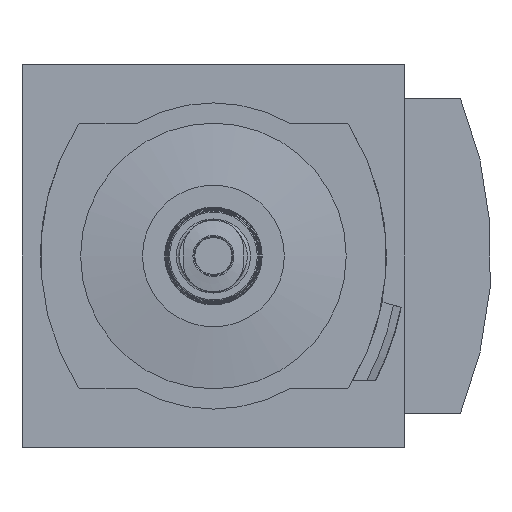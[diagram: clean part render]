
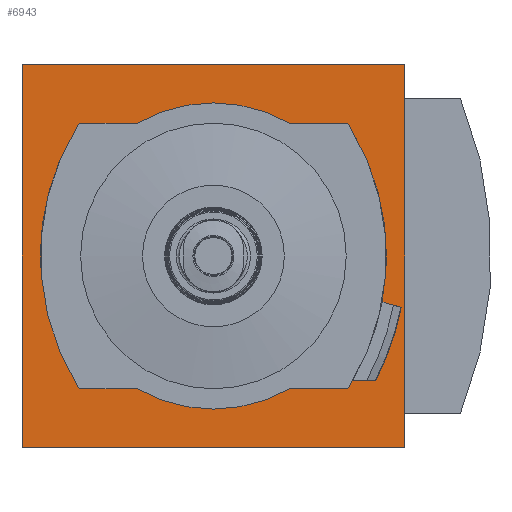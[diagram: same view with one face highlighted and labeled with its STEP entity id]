
A CAD part, front view. The second image highlights one B-rep face of the part: STEP entity #6943.
In plain terms, the highlighted planar face has unit normal (0, -1, 0).
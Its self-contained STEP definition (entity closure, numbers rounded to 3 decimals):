
#132=PLANE('',#7275);
#477=LINE('',#9594,#977);
#478=LINE('',#9597,#978);
#479=LINE('',#9599,#979);
#480=LINE('',#9601,#980);
#481=LINE('',#9602,#981);
#482=LINE('',#9606,#982);
#483=LINE('',#9609,#983);
#484=LINE('',#9613,#984);
#485=LINE('',#9618,#985);
#486=LINE('',#9622,#986);
#977=VECTOR('',#8035,1000.);
#978=VECTOR('',#8036,1000.);
#979=VECTOR('',#8037,1000.);
#980=VECTOR('',#8038,1000.);
#981=VECTOR('',#8039,1000.);
#982=VECTOR('',#8042,1000.);
#983=VECTOR('',#8045,1000.);
#984=VECTOR('',#8048,1000.);
#985=VECTOR('',#8053,1000.);
#986=VECTOR('',#8056,1000.);
#1302=CIRCLE('',#7267,40.);
#1304=CIRCLE('',#7269,40.);
#1308=CIRCLE('',#7274,40.);
#1309=CIRCLE('',#7276,41.2);
#1310=CIRCLE('',#7277,0.5);
#1311=CIRCLE('',#7278,24.8);
#1312=CIRCLE('',#7279,0.5);
#1313=CIRCLE('',#7280,0.5);
#1314=CIRCLE('',#7281,24.8);
#1315=CIRCLE('',#7282,0.5);
#1789=ORIENTED_EDGE('',*,*,#3113,.F.);
#1790=ORIENTED_EDGE('',*,*,#3114,.F.);
#1791=ORIENTED_EDGE('',*,*,#3115,.T.);
#1792=ORIENTED_EDGE('',*,*,#3116,.T.);
#1793=ORIENTED_EDGE('',*,*,#3102,.T.);
#1794=ORIENTED_EDGE('',*,*,#3117,.F.);
#1795=ORIENTED_EDGE('',*,*,#3118,.F.);
#1796=ORIENTED_EDGE('',*,*,#3119,.F.);
#1797=ORIENTED_EDGE('',*,*,#3098,.T.);
#1798=ORIENTED_EDGE('',*,*,#3120,.T.);
#1799=ORIENTED_EDGE('',*,*,#3121,.T.);
#1800=ORIENTED_EDGE('',*,*,#3122,.T.);
#1801=ORIENTED_EDGE('',*,*,#3123,.T.);
#1802=ORIENTED_EDGE('',*,*,#3124,.T.);
#1803=ORIENTED_EDGE('',*,*,#3110,.T.);
#1804=ORIENTED_EDGE('',*,*,#3125,.T.);
#1805=ORIENTED_EDGE('',*,*,#3126,.T.);
#1806=ORIENTED_EDGE('',*,*,#3127,.T.);
#1807=ORIENTED_EDGE('',*,*,#3128,.T.);
#1808=ORIENTED_EDGE('',*,*,#3129,.T.);
#3098=EDGE_CURVE('',#3761,#3760,#1302,.T.);
#3102=EDGE_CURVE('',#3757,#3764,#1304,.T.);
#3110=EDGE_CURVE('',#3769,#3772,#1308,.T.);
#3113=EDGE_CURVE('',#3773,#3774,#477,.T.);
#3114=EDGE_CURVE('',#3775,#3773,#478,.T.);
#3115=EDGE_CURVE('',#3775,#3776,#479,.T.);
#3116=EDGE_CURVE('',#3776,#3774,#480,.T.);
#3117=EDGE_CURVE('',#3777,#3764,#481,.T.);
#3118=EDGE_CURVE('',#3778,#3777,#1309,.F.);
#3119=EDGE_CURVE('',#3761,#3778,#482,.T.);
#3120=EDGE_CURVE('',#3760,#3779,#1310,.T.);
#3121=EDGE_CURVE('',#3779,#3780,#483,.T.);
#3122=EDGE_CURVE('',#3780,#3781,#1311,.T.);
#3123=EDGE_CURVE('',#3781,#3782,#484,.T.);
#3124=EDGE_CURVE('',#3782,#3769,#1312,.T.);
#3125=EDGE_CURVE('',#3772,#3783,#1313,.T.);
#3126=EDGE_CURVE('',#3783,#3784,#485,.T.);
#3127=EDGE_CURVE('',#3784,#3785,#1314,.T.);
#3128=EDGE_CURVE('',#3785,#3786,#486,.T.);
#3129=EDGE_CURVE('',#3786,#3757,#1315,.T.);
#3757=VERTEX_POINT('',#9559);
#3760=VERTEX_POINT('',#9564);
#3761=VERTEX_POINT('',#9566);
#3764=VERTEX_POINT('',#9572);
#3769=VERTEX_POINT('',#9584);
#3772=VERTEX_POINT('',#9589);
#3773=VERTEX_POINT('',#9595);
#3774=VERTEX_POINT('',#9596);
#3775=VERTEX_POINT('',#9598);
#3776=VERTEX_POINT('',#9600);
#3777=VERTEX_POINT('',#9603);
#3778=VERTEX_POINT('',#9605);
#3779=VERTEX_POINT('',#9608);
#3780=VERTEX_POINT('',#9610);
#3781=VERTEX_POINT('',#9612);
#3782=VERTEX_POINT('',#9614);
#3783=VERTEX_POINT('',#9617);
#3784=VERTEX_POINT('',#9619);
#3785=VERTEX_POINT('',#9621);
#3786=VERTEX_POINT('',#9623);
#4198=EDGE_LOOP('',(#1789,#1790,#1791,#1792));
#4199=EDGE_LOOP('',(#1793,#1794,#1795,#1796,#1797,#1798,#1799,#1800,#1801,
#1802,#1803,#1804,#1805,#1806,#1807,#1808));
#4545=FACE_BOUND('',#4198,.T.);
#4546=FACE_BOUND('',#4199,.T.);
#6943=ADVANCED_FACE('',(#4545,#4546),#132,.F.);
#7267=AXIS2_PLACEMENT_3D('',#9565,#8009,#8010);
#7269=AXIS2_PLACEMENT_3D('',#9573,#8015,#8016);
#7274=AXIS2_PLACEMENT_3D('',#9590,#8029,#8030);
#7275=AXIS2_PLACEMENT_3D('',#9593,#8033,#8034);
#7276=AXIS2_PLACEMENT_3D('',#9604,#8040,#8041);
#7277=AXIS2_PLACEMENT_3D('',#9607,#8043,#8044);
#7278=AXIS2_PLACEMENT_3D('',#9611,#8046,#8047);
#7279=AXIS2_PLACEMENT_3D('',#9615,#8049,#8050);
#7280=AXIS2_PLACEMENT_3D('',#9616,#8051,#8052);
#7281=AXIS2_PLACEMENT_3D('',#9620,#8054,#8055);
#7282=AXIS2_PLACEMENT_3D('',#9624,#8057,#8058);
#8009=DIRECTION('',(0.,1.,0.));
#8010=DIRECTION('',(1.,0.,0.));
#8015=DIRECTION('',(0.,1.,0.));
#8016=DIRECTION('',(1.,0.,0.));
#8029=DIRECTION('',(0.,1.,0.));
#8030=DIRECTION('',(1.,0.,0.));
#8033=DIRECTION('',(0.,1.,0.));
#8034=DIRECTION('',(0.,0.,1.));
#8035=DIRECTION('',(-1.,0.,0.));
#8036=DIRECTION('',(0.,0.,-1.));
#8037=DIRECTION('',(-1.,0.,0.));
#8038=DIRECTION('',(0.,0.,-1.));
#8039=DIRECTION('',(-0.966,0.,0.259));
#8040=DIRECTION('',(0.,1.,0.));
#8041=DIRECTION('',(0.,0.,1.));
#8042=DIRECTION('',(1.,0.,0.));
#8043=DIRECTION('',(0.,1.,0.));
#8044=DIRECTION('',(1.,0.,0.));
#8045=DIRECTION('',(-1.,0.,0.));
#8046=DIRECTION('',(0.,1.,0.));
#8047=DIRECTION('',(1.,0.,0.));
#8048=DIRECTION('',(-1.,0.,0.));
#8049=DIRECTION('',(0.,1.,0.));
#8050=DIRECTION('',(1.,0.,0.));
#8051=DIRECTION('',(0.,1.,0.));
#8052=DIRECTION('',(1.,0.,0.));
#8053=DIRECTION('',(1.,0.,0.));
#8054=DIRECTION('',(0.,1.,0.));
#8055=DIRECTION('',(1.,0.,0.));
#8056=DIRECTION('',(1.,0.,0.));
#8057=DIRECTION('',(0.,1.,0.));
#8058=DIRECTION('',(1.,0.,0.));
#9559=CARTESIAN_POINT('',(21.879,-45.,21.266));
#9564=CARTESIAN_POINT('',(21.879,-45.,-21.266));
#9565=CARTESIAN_POINT('',(-12.,-45.,0.));
#9566=CARTESIAN_POINT('',(22.554,-45.,-20.15));
#9572=CARTESIAN_POINT('',(27.298,-45.,-7.463));
#9573=CARTESIAN_POINT('',(-12.,-45.,0.));
#9584=CARTESIAN_POINT('',(-21.879,-45.,-21.266));
#9589=CARTESIAN_POINT('',(-21.879,-45.,21.266));
#9590=CARTESIAN_POINT('',(12.,-45.,0.));
#9593=CARTESIAN_POINT('',(0.,-45.,0.));
#9594=CARTESIAN_POINT('',(0.,-45.,-31.));
#9595=CARTESIAN_POINT('',(31.,-45.,-31.));
#9596=CARTESIAN_POINT('',(-31.,-45.,-31.));
#9597=CARTESIAN_POINT('',(31.,-45.,31.));
#9598=CARTESIAN_POINT('',(31.,-45.,31.));
#9599=CARTESIAN_POINT('',(0.,-45.,31.));
#9600=CARTESIAN_POINT('',(-31.,-45.,31.));
#9601=CARTESIAN_POINT('',(-31.,-45.,-25.5));
#9602=CARTESIAN_POINT('',(30.42,-45.,-8.3));
#9603=CARTESIAN_POINT('',(28.487,-45.,-7.782));
#9604=CARTESIAN_POINT('',(-12.,-45.,-0.15));
#9605=CARTESIAN_POINT('',(24.02,-45.,-20.15));
#9606=CARTESIAN_POINT('',(0.,-45.,-20.15));
#9607=CARTESIAN_POINT('',(21.455,-45.,-21.));
#9608=CARTESIAN_POINT('',(21.455,-45.,-21.5));
#9609=CARTESIAN_POINT('',(21.455,-45.,-21.5));
#9610=CARTESIAN_POINT('',(12.361,-45.,-21.5));
#9611=CARTESIAN_POINT('',(0.,-45.,0.));
#9612=CARTESIAN_POINT('',(-12.361,-45.,-21.5));
#9613=CARTESIAN_POINT('',(-12.361,-45.,-21.5));
#9614=CARTESIAN_POINT('',(-21.455,-45.,-21.5));
#9615=CARTESIAN_POINT('',(-21.455,-45.,-21.));
#9616=CARTESIAN_POINT('',(-21.455,-45.,21.));
#9617=CARTESIAN_POINT('',(-21.455,-45.,21.5));
#9618=CARTESIAN_POINT('',(-21.455,-45.,21.5));
#9619=CARTESIAN_POINT('',(-12.361,-45.,21.5));
#9620=CARTESIAN_POINT('',(0.,-45.,0.));
#9621=CARTESIAN_POINT('',(12.361,-45.,21.5));
#9622=CARTESIAN_POINT('',(12.361,-45.,21.5));
#9623=CARTESIAN_POINT('',(21.455,-45.,21.5));
#9624=CARTESIAN_POINT('',(21.455,-45.,21.));
